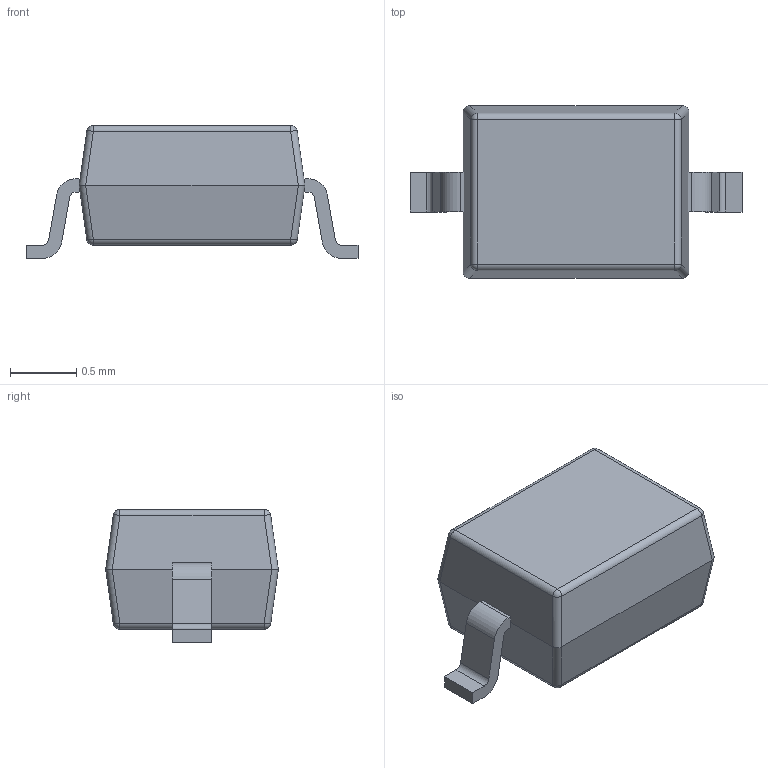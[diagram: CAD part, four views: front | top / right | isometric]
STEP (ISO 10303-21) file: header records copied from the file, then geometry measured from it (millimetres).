
FILE_DESCRIPTION(/* description */ (''),/* implementation_level */ '2;1');
FILE_NAME(/* name */ 'PESD3V3L.step',/* time_stamp */ '2026-01-02T21:11:49+08:00',/* author */ (''),/* organization */ (''),/* preprocessor_version */ 'ST-DEVELOPER v20.1',/* originating_system */ 'Autodesk Translation Framework v14.21.0.0',/* authorisation */ '');
FILE_SCHEMA (('AUTOMOTIVE_DESIGN { 1 0 10303 214 3 1 1 }'));
Length unit declared in the file: millimetre
Products named in the file (1): nCTk-D2-SOD-323_L1.8-W1.3-LS2.5-BI
Bounding box: 2.5 x 1.3 x 1 mm (x, y, z)
Volume: 1.9 mm3; surface area: 10 mm2
Topology: 3 solids, 3 shells, 64 faces, 150 edges, 84 vertices
Faces by surface type: plane 32, cylinder 24, sphere 8
Entity records: 1779 total; most frequent: DIRECTION 316, CARTESIAN_POINT 291, ORIENTED_EDGE 284, EDGE_CURVE 142, AXIS2_PLACEMENT_3D 109, LINE 98, VECTOR 98, VERTEX_POINT 84
